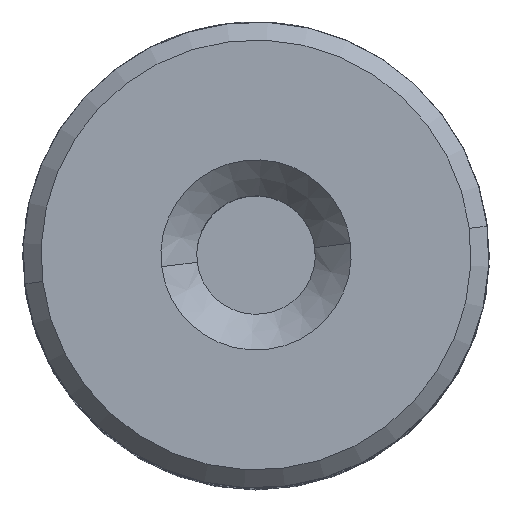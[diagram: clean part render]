
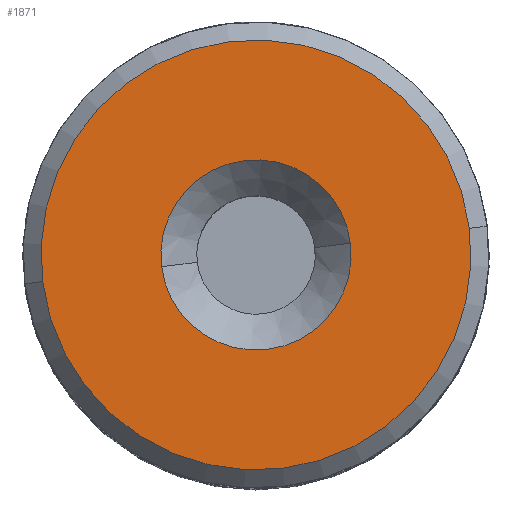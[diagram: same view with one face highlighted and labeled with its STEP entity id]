
A CAD part, top view. The second image highlights one B-rep face of the part: STEP entity #1871.
In plain terms, the highlighted face is planar.
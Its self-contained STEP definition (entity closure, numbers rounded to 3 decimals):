
#54 = VERTEX_POINT ( 'NONE', #1990 ) ;
#75 = AXIS2_PLACEMENT_3D ( 'NONE', #1735, #1277, #140 ) ;
#115 = AXIS2_PLACEMENT_3D ( 'NONE', #2674, #2648, #1983 ) ;
#134 = PLANE ( 'NONE',  #75 ) ;
#140 = DIRECTION ( 'NONE',  ( 1., 0., 0. ) ) ;
#263 = VERTEX_POINT ( 'NONE', #928 ) ;
#301 = AXIS2_PLACEMENT_3D ( 'NONE', #1173, #2071, #2319 ) ;
#393 = DIRECTION ( 'NONE',  ( 0., 0., -1. ) ) ;
#403 = CARTESIAN_POINT ( 'NONE',  ( 0., 0., 0. ) ) ;
#508 = EDGE_LOOP ( 'NONE', ( #1796, #2373 ) ) ;
#559 = CARTESIAN_POINT ( 'NONE',  ( 2.65, 0., 0. ) ) ;
#637 = AXIS2_PLACEMENT_3D ( 'NONE', #403, #393, #2690 ) ;
#724 = VERTEX_POINT ( 'NONE', #906 ) ;
#906 = CARTESIAN_POINT ( 'NONE',  ( -5.99, 0., 0. ) ) ;
#928 = CARTESIAN_POINT ( 'NONE',  ( -2.65, 0., 0. ) ) ;
#1124 = ORIENTED_EDGE ( 'NONE', *, *, #1284, .T. ) ;
#1156 = CIRCLE ( 'NONE', #2835, 2.65 ) ;
#1173 = CARTESIAN_POINT ( 'NONE',  ( 0., 0., 0. ) ) ;
#1191 = EDGE_LOOP ( 'NONE', ( #1124, #2824 ) ) ;
#1277 = DIRECTION ( 'NONE',  ( 0., 0., 1. ) ) ;
#1284 = EDGE_CURVE ( 'NONE', #263, #1816, #1156, .T. ) ;
#1290 = DIRECTION ( 'NONE',  ( 0., 0., 1. ) ) ;
#1590 = CIRCLE ( 'NONE', #637, 5.99 ) ;
#1735 = CARTESIAN_POINT ( 'NONE',  ( 0., 0., 0. ) ) ;
#1796 = ORIENTED_EDGE ( 'NONE', *, *, #2345, .T. ) ;
#1816 = VERTEX_POINT ( 'NONE', #559 ) ;
#1871 = ADVANCED_FACE ( 'NONE', ( #2750, #2891 ), #134, .F. ) ;
#1909 = CIRCLE ( 'NONE', #115, 5.99 ) ;
#1983 = DIRECTION ( 'NONE',  ( 1., 0., 0. ) ) ;
#1984 = CARTESIAN_POINT ( 'NONE',  ( 0., 0., 0. ) ) ;
#1990 = CARTESIAN_POINT ( 'NONE',  ( 5.99, 0., 0. ) ) ;
#2068 = EDGE_CURVE ( 'NONE', #1816, #263, #2416, .T. ) ;
#2071 = DIRECTION ( 'NONE',  ( 0., 0., 1. ) ) ;
#2319 = DIRECTION ( 'NONE',  ( 1., 0., 0. ) ) ;
#2345 = EDGE_CURVE ( 'NONE', #54, #724, #1590, .T. ) ;
#2373 = ORIENTED_EDGE ( 'NONE', *, *, #2737, .T. ) ;
#2416 = CIRCLE ( 'NONE', #301, 2.65 ) ;
#2531 = DIRECTION ( 'NONE',  ( 1., 0., 0. ) ) ;
#2648 = DIRECTION ( 'NONE',  ( 0., 0., -1. ) ) ;
#2674 = CARTESIAN_POINT ( 'NONE',  ( 0., 0., 0. ) ) ;
#2690 = DIRECTION ( 'NONE',  ( 1., 0., 0. ) ) ;
#2737 = EDGE_CURVE ( 'NONE', #724, #54, #1909, .T. ) ;
#2750 = FACE_BOUND ( 'NONE', #1191, .T. ) ;
#2824 = ORIENTED_EDGE ( 'NONE', *, *, #2068, .T. ) ;
#2835 = AXIS2_PLACEMENT_3D ( 'NONE', #1984, #1290, #2531 ) ;
#2891 = FACE_OUTER_BOUND ( 'NONE', #508, .T. ) ;
